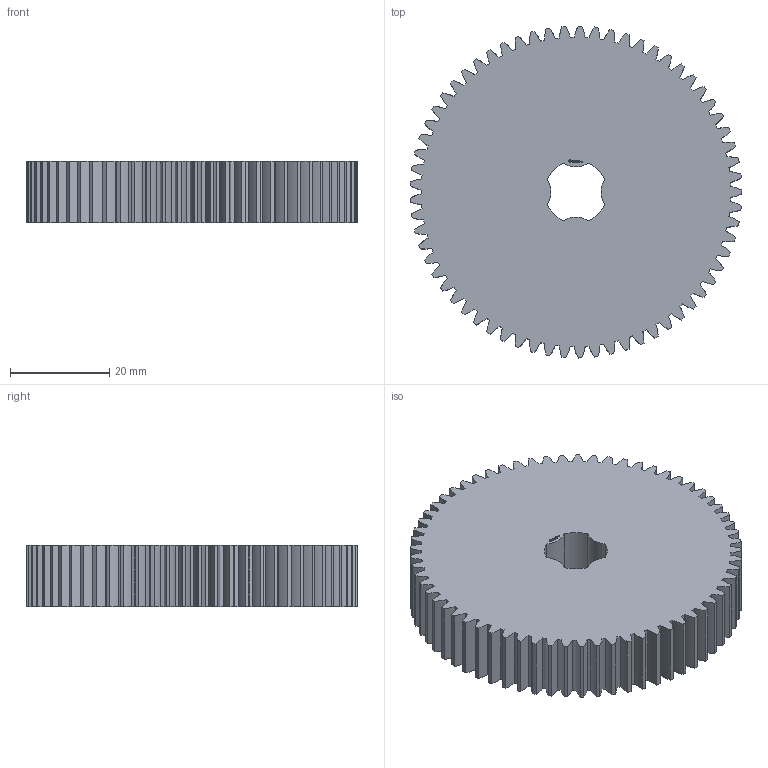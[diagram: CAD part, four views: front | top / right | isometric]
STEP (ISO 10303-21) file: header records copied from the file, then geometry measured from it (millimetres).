
FILE_DESCRIPTION(('FreeCAD Model'),'2;1');
FILE_NAME('Open CASCADE Shape Model','2024-03-10T22:49:01',(''),(''), 'Open CASCADE STEP processor 7.6','FreeCAD','Unknown');
FILE_SCHEMA(('AUTOMOTIVE_DESIGN { 1 0 10303 214 1 1 1 1 }'));
Products named in the file (1): Gear Wheel PLN TTH65 BU01.00 SFT-SHD - SPN-GWH-0240 (stemfie.org)
Bounding box: 66.98 x 66.99 x 12.5 mm (x, y, z)
Volume: 39917.4 mm3; surface area: 12048.1 mm2
Topology: 1 solids, 1 shells, 721 faces, 2064 edges, 1376 vertices
Faces by surface type: extrusion 390, plane 323, cylinder 8
Entity records: 67452 total; most frequent: CARTESIAN_POINT 23900, DIRECTION 5702, VECTOR 4990, LINE 4600, ORIENTED_EDGE 4128, PCURVE 4128, DEFINITIONAL_REPRESENTATION 4128, EDGE_CURVE 2064
